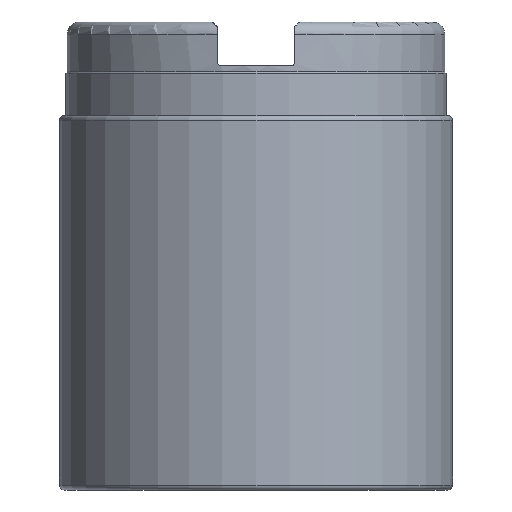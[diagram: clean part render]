
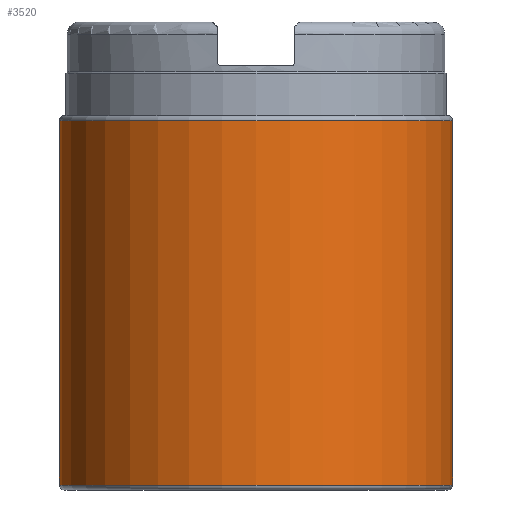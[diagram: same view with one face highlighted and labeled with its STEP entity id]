
A CAD part, left-side view. The second image highlights one B-rep face of the part: STEP entity #3520.
In plain terms, the highlighted cylindrical face has radius 31.5 mm (diameter 63 mm), a partial arc.
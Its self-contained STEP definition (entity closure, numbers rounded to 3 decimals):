
#2986=CARTESIAN_POINT('',(0.,0.,15.8));
#2987=DIRECTION('',(0.,0.,-1.));
#2988=DIRECTION('',(0.,1.,0.));
#2989=AXIS2_PLACEMENT_3D('',#2986,#2987,#2988);
#2994=DIRECTION('',(0.,0.,1.));
#2995=VECTOR('',#2994,58.4);
#2996=CARTESIAN_POINT('',(0.,31.5,15.8));
#2997=LINE('',#2996,#2995);
#3001=DIRECTION('',(0.,0.,1.));
#3002=VECTOR('',#3001,58.4);
#3003=CARTESIAN_POINT('',(0.,-31.5,15.8));
#3004=LINE('',#3003,#3002);
#3040=CARTESIAN_POINT('',(0.,0.,74.2));
#3041=DIRECTION('',(0.,0.,-1.));
#3042=DIRECTION('',(0.,1.,0.));
#3043=AXIS2_PLACEMENT_3D('',#3040,#3041,#3042);
#3067=CARTESIAN_POINT('',(0.,31.5,15.8));
#3069=VERTEX_POINT('',#3067);
#3070=CARTESIAN_POINT('',(0.,31.5,74.2));
#3071=VERTEX_POINT('',#3070);
#3091=CARTESIAN_POINT('',(0.,-31.5,15.8));
#3093=VERTEX_POINT('',#3091);
#3094=CARTESIAN_POINT('',(0.,-31.5,74.2));
#3095=VERTEX_POINT('',#3094);
#3506=CARTESIAN_POINT('',(0.,0.,78.75));
#3507=DIRECTION('',(0.,0.,-1.));
#3508=DIRECTION('',(0.,-1.,0.));
#3509=AXIS2_PLACEMENT_3D('',#3506,#3507,#3508);
#3510=CYLINDRICAL_SURFACE('',#3509,31.5);
#3512=ORIENTED_EDGE('',*,*,#3511,.F.);
#3513=ORIENTED_EDGE('',*,*,#3501,.T.);
#3515=ORIENTED_EDGE('',*,*,#3514,.T.);
#3517=ORIENTED_EDGE('',*,*,#3516,.F.);
#3518=EDGE_LOOP('',(#3512,#3513,#3515,#3517));
#3519=FACE_OUTER_BOUND('',#3518,.F.);
#3520=ADVANCED_FACE('',(#3519),#3510,.T.);
#2990=CIRCLE('',#2989,31.5);
#3044=CIRCLE('',#3043,31.5);
#3501=EDGE_CURVE('',#3069,#3093,#2990,.T.);
#3511=EDGE_CURVE('',#3069,#3071,#2997,.T.);
#3514=EDGE_CURVE('',#3093,#3095,#3004,.T.);
#3516=EDGE_CURVE('',#3071,#3095,#3044,.T.);
